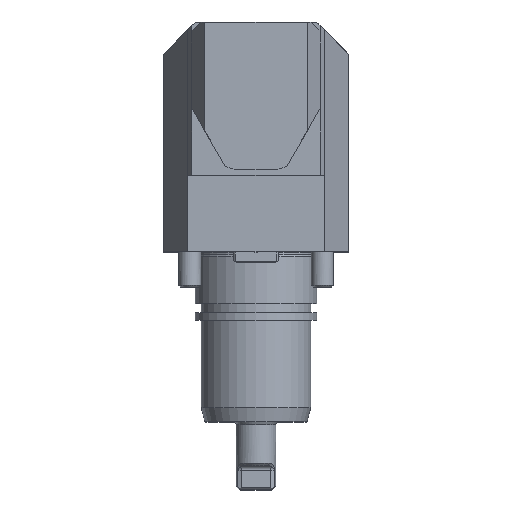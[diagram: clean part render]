
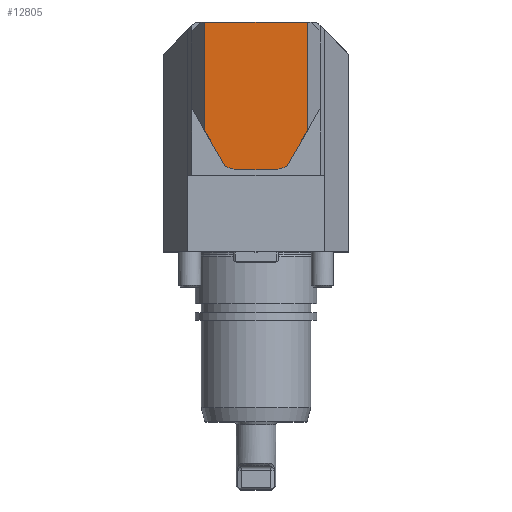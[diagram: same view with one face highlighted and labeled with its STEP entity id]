
A CAD part, top view. The second image highlights one B-rep face of the part: STEP entity #12805.
In plain terms, the highlighted planar face has unit normal (0, 0, 1).
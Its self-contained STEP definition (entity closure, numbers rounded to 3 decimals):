
#1030 = EDGE_CURVE ( 'NONE', #13092, #3192, #9830, .T. ) ;
#1356 = DIRECTION ( 'NONE',  ( 0., -1., 0. ) ) ;
#2546 = CARTESIAN_POINT ( 'NONE',  ( 8.775, 3., 96.5 ) ) ;
#2706 = ORIENTED_EDGE ( 'NONE', *, *, #18864, .T. ) ;
#3009 = DIRECTION ( 'NONE',  ( -1., 0., 0. ) ) ;
#3114 = AXIS2_PLACEMENT_3D ( 'NONE', #23318, #14611, #1356 ) ;
#3192 = VERTEX_POINT ( 'NONE', #14760 ) ;
#3317 = VECTOR ( 'NONE', #12727, 1000. ) ;
#4066 = EDGE_LOOP ( 'NONE', ( #2706, #25074, #20820, #25744, #4094, #26156, #23470, #13054 ) ) ;
#4094 = ORIENTED_EDGE ( 'NONE', *, *, #25436, .T. ) ;
#4161 = VERTEX_POINT ( 'NONE', #22434 ) ;
#4809 = CARTESIAN_POINT ( 'NONE',  ( 23.226, 41., 96.5 ) ) ;
#5076 = LINE ( 'NONE', #4809, #11623 ) ;
#5836 = VERTEX_POINT ( 'NONE', #11377 ) ;
#7354 = LINE ( 'NONE', #19888, #25755 ) ;
#7404 = VECTOR ( 'NONE', #20463, 1000. ) ;
#7461 = EDGE_CURVE ( 'NONE', #13092, #4161, #25407, .T. ) ;
#7529 = VERTEX_POINT ( 'NONE', #20189 ) ;
#9060 = FACE_OUTER_BOUND ( 'NONE', #4066, .T. ) ;
#9830 = LINE ( 'NONE', #24564, #20851 ) ;
#10788 = CARTESIAN_POINT ( 'NONE',  ( -29., 30.729, 96.5 ) ) ;
#11377 = CARTESIAN_POINT ( 'NONE',  ( 23.226, 20.729, 96.5 ) ) ;
#11620 = PLANE ( 'NONE',  #25312 ) ;
#11623 = VECTOR ( 'NONE', #22255, 1000. ) ;
#12618 = EDGE_CURVE ( 'NONE', #25923, #25103, #15262, .T. ) ;
#12727 = DIRECTION ( 'NONE',  ( 0.5, -0.866, 0. ) ) ;
#12805 = ADVANCED_FACE ( 'Defeature completata1_320', ( #9060 ), #11620, .T. ) ;
#13054 = ORIENTED_EDGE ( 'NONE', *, *, #12618, .T. ) ;
#13092 = VERTEX_POINT ( 'NONE', #2546 ) ;
#13277 = DIRECTION ( 'NONE',  ( 0., -1., 0. ) ) ;
#13301 = AXIS2_PLACEMENT_3D ( 'NONE', #26102, #23970, #24529 ) ;
#13848 = DIRECTION ( 'NONE',  ( 0., 0., 1. ) ) ;
#14611 = DIRECTION ( 'NONE',  ( 0., 0., 1. ) ) ;
#14760 = CARTESIAN_POINT ( 'NONE',  ( -8.775, 3., 96.5 ) ) ;
#15262 = LINE ( 'NONE', #10788, #3317 ) ;
#15358 = CARTESIAN_POINT ( 'NONE',  ( -23.226, 70., 96.5 ) ) ;
#17631 = DIRECTION ( 'NONE',  ( 0., -1., 0. ) ) ;
#18864 = EDGE_CURVE ( 'NONE', #25103, #3192, #27802, .T. ) ;
#19748 = CARTESIAN_POINT ( 'NONE',  ( -23.226, 41., 96.5 ) ) ;
#19888 = CARTESIAN_POINT ( 'NONE',  ( -25., 70., 96.5 ) ) ;
#20189 = CARTESIAN_POINT ( 'NONE',  ( 23.226, 70., 96.5 ) ) ;
#20463 = DIRECTION ( 'NONE',  ( 0.5, 0.866, 0. ) ) ;
#20557 = VECTOR ( 'NONE', #13277, 1000. ) ;
#20820 = ORIENTED_EDGE ( 'NONE', *, *, #7461, .T. ) ;
#20851 = VECTOR ( 'NONE', #26679, 1000. ) ;
#20927 = CARTESIAN_POINT ( 'NONE',  ( -23.226, 20.729, 96.5 ) ) ;
#22004 = LINE ( 'NONE', #19748, #20557 ) ;
#22255 = DIRECTION ( 'NONE',  ( 0., 1., 0. ) ) ;
#22434 = CARTESIAN_POINT ( 'NONE',  ( 13.889, 4.557, 96.5 ) ) ;
#23245 = EDGE_CURVE ( 'NONE', #4161, #5836, #25084, .T. ) ;
#23318 = CARTESIAN_POINT ( 'NONE',  ( 0., 41., 96.5 ) ) ;
#23470 = ORIENTED_EDGE ( 'NONE', *, *, #26075, .T. ) ;
#23970 = DIRECTION ( 'NONE',  ( 0., 0., 1. ) ) ;
#24026 = EDGE_CURVE ( 'NONE', #7529, #24509, #7354, .T. ) ;
#24366 = CARTESIAN_POINT ( 'NONE',  ( 0., 41., 96.5 ) ) ;
#24509 = VERTEX_POINT ( 'NONE', #15358 ) ;
#24529 = DIRECTION ( 'NONE',  ( 0., -1., 0. ) ) ;
#24564 = CARTESIAN_POINT ( 'NONE',  ( 0., 3., 96.5 ) ) ;
#25074 = ORIENTED_EDGE ( 'NONE', *, *, #1030, .F. ) ;
#25084 = LINE ( 'NONE', #26797, #7404 ) ;
#25103 = VERTEX_POINT ( 'NONE', #26239 ) ;
#25312 = AXIS2_PLACEMENT_3D ( 'NONE', #24366, #13848, #17631 ) ;
#25407 = CIRCLE ( 'NONE', #13301, 39. ) ;
#25436 = EDGE_CURVE ( 'NONE', #5836, #7529, #5076, .T. ) ;
#25744 = ORIENTED_EDGE ( 'NONE', *, *, #23245, .T. ) ;
#25755 = VECTOR ( 'NONE', #3009, 1000. ) ;
#25923 = VERTEX_POINT ( 'NONE', #20927 ) ;
#26075 = EDGE_CURVE ( 'NONE', #24509, #25923, #22004, .T. ) ;
#26102 = CARTESIAN_POINT ( 'NONE',  ( 0., 41., 96.5 ) ) ;
#26156 = ORIENTED_EDGE ( 'NONE', *, *, #24026, .T. ) ;
#26239 = CARTESIAN_POINT ( 'NONE',  ( -13.889, 4.557, 96.5 ) ) ;
#26679 = DIRECTION ( 'NONE',  ( -1., 0., 0. ) ) ;
#26797 = CARTESIAN_POINT ( 'NONE',  ( 29., 30.729, 96.5 ) ) ;
#27802 = CIRCLE ( 'NONE', #3114, 39. ) ;
